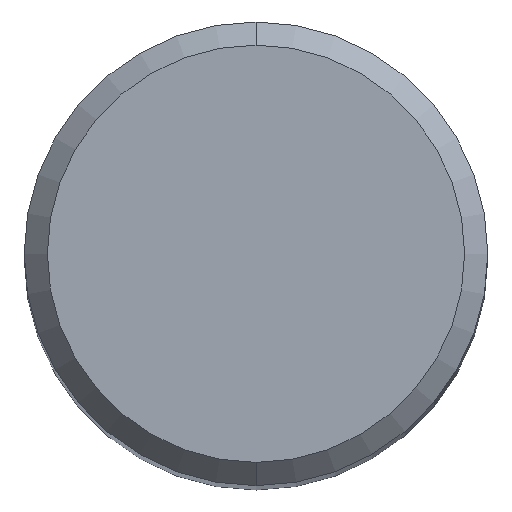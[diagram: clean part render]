
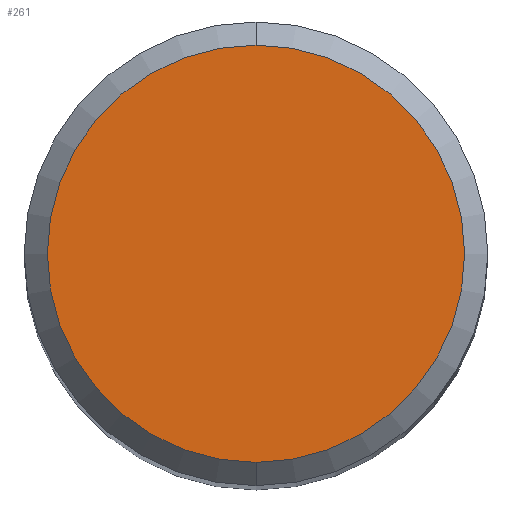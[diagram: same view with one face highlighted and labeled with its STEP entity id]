
A CAD part, top view. The second image highlights one B-rep face of the part: STEP entity #261.
In plain terms, the highlighted planar face has unit normal (0, 0, 1).
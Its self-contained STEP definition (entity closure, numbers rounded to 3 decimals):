
#261=ADVANCED_FACE('',(#575),#576,.T.);
#301=EDGE_CURVE('',#381,#379,#620,.T.);
#313=EDGE_CURVE('',#379,#381,#633,.T.);
#379=VERTEX_POINT('',#705);
#381=VERTEX_POINT('',#707);
#575=FACE_OUTER_BOUND('',#1000,.T.);
#576=PLANE('',#1001);
#620=CIRCLE('',#1108,3.6);
#633=CIRCLE('',#1124,3.6);
#705=CARTESIAN_POINT('',(0.,-3.6,0.0));
#707=CARTESIAN_POINT('',(0.0,3.6,0.0));
#1000=EDGE_LOOP('',(#1562,#1563));
#1001=AXIS2_PLACEMENT_3D('',#1564,#1565,#1566);
#1108=AXIS2_PLACEMENT_3D('',#1612,#1613,#1614);
#1124=AXIS2_PLACEMENT_3D('',#1624,#1625,#1626);
#1562=ORIENTED_EDGE('',*,*,#301,.F.);
#1563=ORIENTED_EDGE('',*,*,#313,.F.);
#1564=CARTESIAN_POINT('',(0.0,1.8,0.0));
#1565=DIRECTION('',(-0.0,0.0,1.0));
#1566=DIRECTION('',(0.0,-1.0,0.0));
#1612=CARTESIAN_POINT('',(0.0,0.0,0.0));
#1613=DIRECTION('',(0.0,0.0,-1.0));
#1614=DIRECTION('',(0.0,1.0,0.0));
#1624=CARTESIAN_POINT('',(0.0,0.0,0.0));
#1625=DIRECTION('',(0.0,0.0,-1.0));
#1626=DIRECTION('',(0.0,1.0,0.0));
